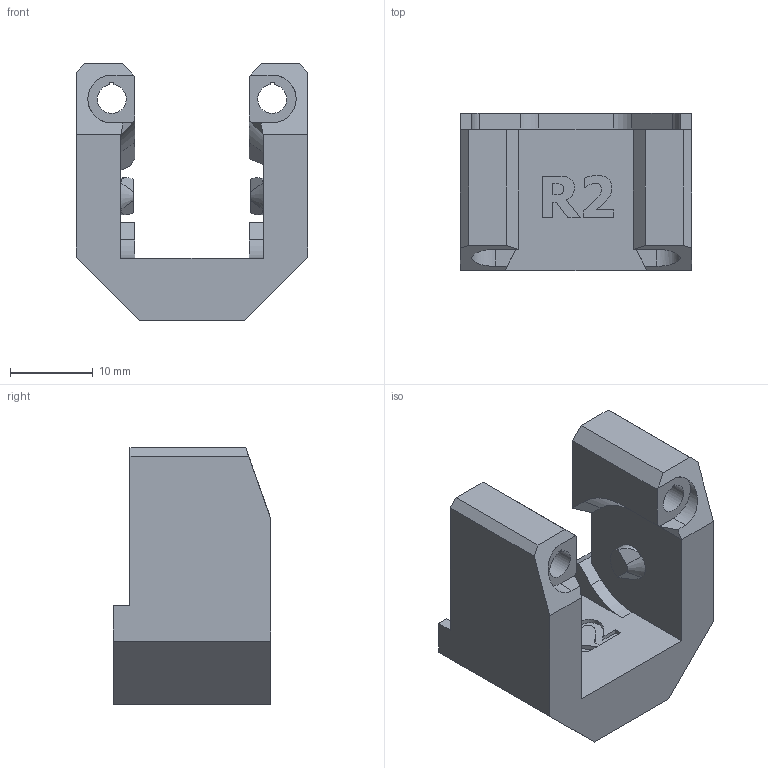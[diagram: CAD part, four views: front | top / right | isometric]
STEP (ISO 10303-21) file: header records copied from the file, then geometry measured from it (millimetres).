
FILE_DESCRIPTION(/* description */ (''),/* implementation_level */ '2;1');
FILE_NAME(/* name */ 'bed-energy-chain-mount_R2.stp',/* time_stamp */ '2023-12-19T11:00:29+01:00',/* author */ ('Dominik Tebich'),/* organization */ (''),/* preprocessor_version */ 'ST-DEVELOPER v19.2',/* originating_system */ 'Autodesk Inventor 2023',/* authorisation */ '');
FILE_SCHEMA (('AUTOMOTIVE_DESIGN { 1 0 10303 214 3 1 1 }'));
Length unit declared in the file: millimetre
Products named in the file (1): bed-energy-chain-mount_R2
Bounding box: 28 x 19 x 31 mm (x, y, z)
Volume: 6988.4 mm3; surface area: 4013 mm2
Topology: 1 solids, 1 shells, 114 faces, 310 edges, 204 vertices
Faces by surface type: plane 82, bspline 16, cylinder 12, cone 4
Entity records: 3700 total; most frequent: CARTESIAN_POINT 837, ORIENTED_EDGE 620, DIRECTION 512, EDGE_CURVE 310, LINE 242, VECTOR 242, VERTEX_POINT 203, AXIS2_PLACEMENT_3D 135
